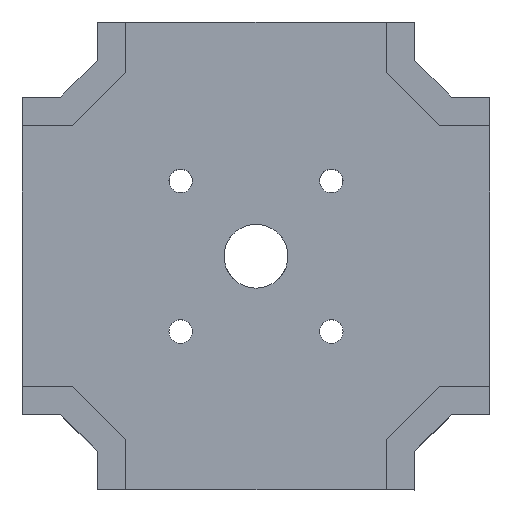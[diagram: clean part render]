
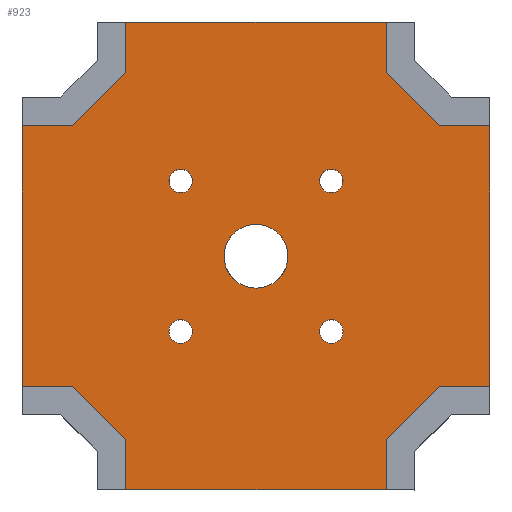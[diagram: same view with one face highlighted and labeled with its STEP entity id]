
A CAD part, top view. The second image highlights one B-rep face of the part: STEP entity #923.
In plain terms, the highlighted planar face has unit normal (0, 0, 1).
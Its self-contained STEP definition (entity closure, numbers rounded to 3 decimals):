
#21=FACE_BOUND('',#168,.T.);
#22=FACE_BOUND('',#169,.T.);
#23=FACE_BOUND('',#170,.T.);
#24=FACE_BOUND('',#171,.T.);
#25=FACE_BOUND('',#172,.T.);
#65=PLANE('',#1001);
#115=FACE_OUTER_BOUND('',#167,.T.);
#167=EDGE_LOOP('',(#854,#855,#856,#857,#858,#859,#860,#861,#862,#863,#864,
#865,#866,#867,#868,#869));
#168=EDGE_LOOP('',(#870));
#169=EDGE_LOOP('',(#871));
#170=EDGE_LOOP('',(#872));
#171=EDGE_LOOP('',(#873));
#172=EDGE_LOOP('',(#874));
#209=LINE('',#1333,#323);
#213=LINE('',#1341,#327);
#216=LINE('',#1347,#330);
#224=LINE('',#1364,#338);
#228=LINE('',#1372,#342);
#231=LINE('',#1378,#345);
#239=LINE('',#1395,#353);
#243=LINE('',#1403,#357);
#246=LINE('',#1409,#360);
#254=LINE('',#1426,#368);
#258=LINE('',#1434,#372);
#261=LINE('',#1440,#375);
#281=LINE('',#1475,#395);
#284=LINE('',#1481,#398);
#286=LINE('',#1485,#400);
#288=LINE('',#1489,#402);
#323=VECTOR('',#1089,10.);
#327=VECTOR('',#1095,10.);
#330=VECTOR('',#1100,10.);
#338=VECTOR('',#1112,10.);
#342=VECTOR('',#1118,10.);
#345=VECTOR('',#1123,10.);
#353=VECTOR('',#1135,10.);
#357=VECTOR('',#1141,10.);
#360=VECTOR('',#1146,10.);
#368=VECTOR('',#1158,10.);
#372=VECTOR('',#1164,10.);
#375=VECTOR('',#1169,10.);
#395=VECTOR('',#1209,10.);
#398=VECTOR('',#1218,10.);
#400=VECTOR('',#1224,10.);
#402=VECTOR('',#1230,10.);
#404=CIRCLE('',#947,3.395);
#406=CIRCLE('',#950,1.25);
#408=CIRCLE('',#953,1.25);
#410=CIRCLE('',#956,1.25);
#412=CIRCLE('',#959,1.25);
#416=VERTEX_POINT('',#1239);
#418=VERTEX_POINT('',#1245);
#420=VERTEX_POINT('',#1251);
#422=VERTEX_POINT('',#1257);
#424=VERTEX_POINT('',#1263);
#451=VERTEX_POINT('',#1331);
#452=VERTEX_POINT('',#1332);
#455=VERTEX_POINT('',#1340);
#457=VERTEX_POINT('',#1346);
#463=VERTEX_POINT('',#1362);
#464=VERTEX_POINT('',#1363);
#467=VERTEX_POINT('',#1371);
#469=VERTEX_POINT('',#1377);
#475=VERTEX_POINT('',#1393);
#476=VERTEX_POINT('',#1394);
#479=VERTEX_POINT('',#1402);
#481=VERTEX_POINT('',#1408);
#487=VERTEX_POINT('',#1424);
#488=VERTEX_POINT('',#1425);
#491=VERTEX_POINT('',#1433);
#493=VERTEX_POINT('',#1439);
#501=EDGE_CURVE('',#416,#416,#404,.T.);
#504=EDGE_CURVE('',#418,#418,#406,.T.);
#507=EDGE_CURVE('',#420,#420,#408,.T.);
#510=EDGE_CURVE('',#422,#422,#410,.T.);
#513=EDGE_CURVE('',#424,#424,#412,.T.);
#545=EDGE_CURVE('',#451,#452,#209,.T.);
#549=EDGE_CURVE('',#452,#455,#213,.T.);
#552=EDGE_CURVE('',#457,#451,#216,.T.);
#560=EDGE_CURVE('',#463,#464,#224,.T.);
#564=EDGE_CURVE('',#464,#467,#228,.T.);
#567=EDGE_CURVE('',#469,#463,#231,.T.);
#575=EDGE_CURVE('',#475,#476,#239,.T.);
#579=EDGE_CURVE('',#476,#479,#243,.T.);
#582=EDGE_CURVE('',#481,#475,#246,.T.);
#590=EDGE_CURVE('',#487,#488,#254,.T.);
#594=EDGE_CURVE('',#488,#491,#258,.T.);
#597=EDGE_CURVE('',#493,#487,#261,.T.);
#617=EDGE_CURVE('',#491,#457,#281,.T.);
#620=EDGE_CURVE('',#455,#469,#284,.T.);
#622=EDGE_CURVE('',#479,#493,#286,.T.);
#624=EDGE_CURVE('',#467,#481,#288,.T.);
#854=ORIENTED_EDGE('',*,*,#549,.T.);
#855=ORIENTED_EDGE('',*,*,#620,.T.);
#856=ORIENTED_EDGE('',*,*,#567,.T.);
#857=ORIENTED_EDGE('',*,*,#560,.T.);
#858=ORIENTED_EDGE('',*,*,#564,.T.);
#859=ORIENTED_EDGE('',*,*,#624,.T.);
#860=ORIENTED_EDGE('',*,*,#582,.T.);
#861=ORIENTED_EDGE('',*,*,#575,.T.);
#862=ORIENTED_EDGE('',*,*,#579,.T.);
#863=ORIENTED_EDGE('',*,*,#622,.T.);
#864=ORIENTED_EDGE('',*,*,#597,.T.);
#865=ORIENTED_EDGE('',*,*,#590,.T.);
#866=ORIENTED_EDGE('',*,*,#594,.T.);
#867=ORIENTED_EDGE('',*,*,#617,.T.);
#868=ORIENTED_EDGE('',*,*,#552,.T.);
#869=ORIENTED_EDGE('',*,*,#545,.T.);
#870=ORIENTED_EDGE('',*,*,#501,.T.);
#871=ORIENTED_EDGE('',*,*,#504,.T.);
#872=ORIENTED_EDGE('',*,*,#507,.T.);
#873=ORIENTED_EDGE('',*,*,#510,.T.);
#874=ORIENTED_EDGE('',*,*,#513,.T.);
#923=ADVANCED_FACE('',(#115,#21,#22,#23,#24,#25),#65,.T.);
#947=AXIS2_PLACEMENT_3D('',#1241,#1010,#1011);
#950=AXIS2_PLACEMENT_3D('',#1247,#1017,#1018);
#953=AXIS2_PLACEMENT_3D('',#1253,#1024,#1025);
#956=AXIS2_PLACEMENT_3D('',#1259,#1031,#1032);
#959=AXIS2_PLACEMENT_3D('',#1265,#1038,#1039);
#1001=AXIS2_PLACEMENT_3D('',#1490,#1231,#1232);
#1010=DIRECTION('center_axis',(0.,0.,-1.));
#1011=DIRECTION('ref_axis',(-1.,0.,0.));
#1017=DIRECTION('center_axis',(0.,0.,-1.));
#1018=DIRECTION('ref_axis',(-1.,0.,0.));
#1024=DIRECTION('center_axis',(0.,0.,-1.));
#1025=DIRECTION('ref_axis',(-1.,0.,0.));
#1031=DIRECTION('center_axis',(0.,0.,-1.));
#1032=DIRECTION('ref_axis',(-1.,0.,0.));
#1038=DIRECTION('center_axis',(0.,0.,-1.));
#1039=DIRECTION('ref_axis',(-1.,0.,0.));
#1089=DIRECTION('',(-0.707,0.707,0.));
#1095=DIRECTION('',(0.,1.,0.));
#1100=DIRECTION('',(-1.,0.,0.));
#1112=DIRECTION('',(-0.707,-0.707,0.));
#1118=DIRECTION('',(-1.,0.,0.));
#1123=DIRECTION('',(0.,-1.,0.));
#1135=DIRECTION('',(0.707,-0.707,0.));
#1141=DIRECTION('',(0.,-1.,0.));
#1146=DIRECTION('',(1.,0.,0.));
#1158=DIRECTION('',(0.707,0.707,0.));
#1164=DIRECTION('',(1.,0.,0.));
#1169=DIRECTION('',(0.,1.,0.));
#1209=DIRECTION('',(0.,1.,0.));
#1218=DIRECTION('',(-1.,0.,0.));
#1224=DIRECTION('',(1.,0.,0.));
#1230=DIRECTION('',(0.,-1.,0.));
#1231=DIRECTION('center_axis',(0.,0.,1.));
#1232=DIRECTION('ref_axis',(1.,0.,0.));
#1239=CARTESIAN_POINT('',(3.395,0.,2.));
#1241=CARTESIAN_POINT('Origin',(0.,0.,
2.));
#1245=CARTESIAN_POINT('',(9.25,-8.,2.));
#1247=CARTESIAN_POINT('Origin',(8.,-8.,2.));
#1251=CARTESIAN_POINT('',(-6.75,8.,2.));
#1253=CARTESIAN_POINT('Origin',(-8.,8.,2.));
#1257=CARTESIAN_POINT('',(-6.75,-8.,2.));
#1259=CARTESIAN_POINT('Origin',(-8.,-8.,2.));
#1263=CARTESIAN_POINT('',(9.25,8.,2.));
#1265=CARTESIAN_POINT('Origin',(8.,8.,2.));
#1331=CARTESIAN_POINT('',(19.527,13.869,2.));
#1332=CARTESIAN_POINT('',(13.869,19.527,2.));
#1333=CARTESIAN_POINT('',(10.068,23.327,2.));
#1340=CARTESIAN_POINT('',(13.869,24.85,2.));
#1341=CARTESIAN_POINT('',(13.869,12.425,2.));
#1346=CARTESIAN_POINT('',(24.85,13.869,2.));
#1347=CARTESIAN_POINT('',(-0.667,13.869,2.));
#1362=CARTESIAN_POINT('',(-13.869,19.527,2.));
#1363=CARTESIAN_POINT('',(-19.527,13.869,2.));
#1364=CARTESIAN_POINT('',(-23.327,10.068,2.));
#1371=CARTESIAN_POINT('',(-24.85,13.869,2.));
#1372=CARTESIAN_POINT('',(-22.855,13.869,2.));
#1377=CARTESIAN_POINT('',(-13.869,24.85,2.));
#1378=CARTESIAN_POINT('',(-13.869,9.763,2.));
#1393=CARTESIAN_POINT('',(-19.527,-13.869,2.));
#1394=CARTESIAN_POINT('',(-13.869,-19.527,2.));
#1395=CARTESIAN_POINT('',(-20.498,-12.897,2.));
#1402=CARTESIAN_POINT('',(-13.869,-24.85,2.));
#1403=CARTESIAN_POINT('',(-13.869,-12.425,2.));
#1408=CARTESIAN_POINT('',(-24.85,-13.869,2.));
#1409=CARTESIAN_POINT('',(-20.193,-13.869,2.));
#1424=CARTESIAN_POINT('',(13.869,-19.527,2.));
#1425=CARTESIAN_POINT('',(19.527,-13.869,2.));
#1426=CARTESIAN_POINT('',(12.897,-20.498,2.));
#1433=CARTESIAN_POINT('',(24.85,-13.869,2.));
#1434=CARTESIAN_POINT('',(1.995,-13.869,2.));
#1439=CARTESIAN_POINT('',(13.869,-24.85,2.));
#1440=CARTESIAN_POINT('',(13.869,-9.763,2.));
#1475=CARTESIAN_POINT('',(24.85,-16.87,2.));
#1481=CARTESIAN_POINT('',(16.87,24.85,2.));
#1485=CARTESIAN_POINT('',(16.87,-24.85,2.));
#1489=CARTESIAN_POINT('',(-24.85,-16.87,2.));
#1490=CARTESIAN_POINT('Origin',(-20.86,0.,
2.));
